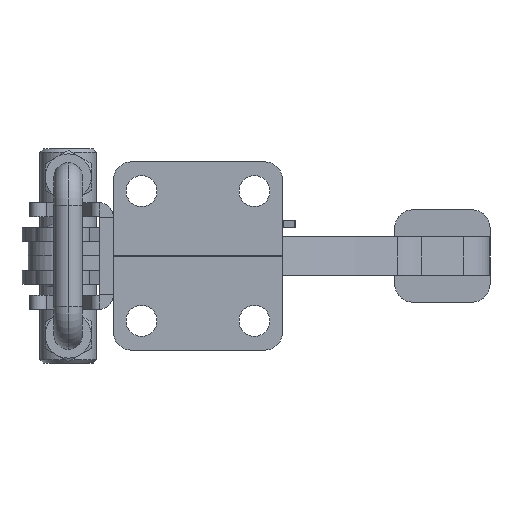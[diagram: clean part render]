
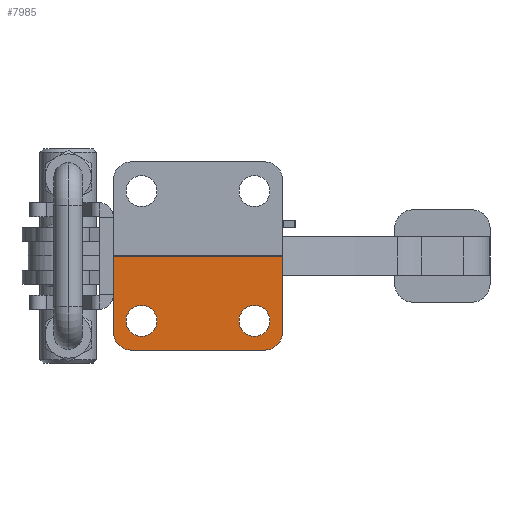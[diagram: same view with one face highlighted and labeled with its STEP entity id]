
A CAD part, front view. The second image highlights one B-rep face of the part: STEP entity #7985.
In plain terms, the highlighted planar face has unit normal (0, -1, 0).
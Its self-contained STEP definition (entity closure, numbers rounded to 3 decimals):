
#44 = AXIS2_PLACEMENT_3D ( 'NONE', #5250, #16742, #6889 ) ;
#965 = DIRECTION ( 'NONE',  ( 0., 0., 1. ) ) ;
#1042 = VERTEX_POINT ( 'NONE', #18051 ) ;
#1099 = VERTEX_POINT ( 'NONE', #4757 ) ;
#1174 = DIRECTION ( 'NONE',  ( 0., 0., -1. ) ) ;
#1388 = VERTEX_POINT ( 'NONE', #13076 ) ;
#1423 = CARTESIAN_POINT ( 'NONE',  ( -47.6, 0., -21.5 ) ) ;
#1426 = AXIS2_PLACEMENT_3D ( 'NONE', #20879, #10995, #1174 ) ;
#1433 = LINE ( 'NONE', #9693, #10653 ) ;
#1655 = FACE_BOUND ( 'NONE', #4377, .T. ) ;
#1806 = EDGE_CURVE ( 'NONE', #9941, #1099, #1433, .T. ) ;
#1921 = VECTOR ( 'NONE', #11677, 1000. ) ;
#2064 = ORIENTED_EDGE ( 'NONE', *, *, #12383, .T. ) ;
#2472 = CARTESIAN_POINT ( 'NONE',  ( 0., 0., -26.5 ) ) ;
#2525 = VERTEX_POINT ( 'NONE', #8118 ) ;
#2618 = ORIENTED_EDGE ( 'NONE', *, *, #1806, .T. ) ;
#3058 = ORIENTED_EDGE ( 'NONE', *, *, #9538, .F. ) ;
#3070 = DIRECTION ( 'NONE',  ( 0., 1., 0. ) ) ;
#3171 = CARTESIAN_POINT ( 'NONE',  ( -39.7, 0., -18.25 ) ) ;
#3509 = PLANE ( 'NONE',  #44 ) ;
#3588 = VERTEX_POINT ( 'NONE', #1423 ) ;
#3685 = CARTESIAN_POINT ( 'NONE',  ( -7.9, 0., -13.9 ) ) ;
#4123 = AXIS2_PLACEMENT_3D ( 'NONE', #19546, #9691, #21206 ) ;
#4266 = CIRCLE ( 'NONE', #14150, 4.35 ) ;
#4377 = EDGE_LOOP ( 'NONE', ( #20155, #5760 ) ) ;
#4757 = CARTESIAN_POINT ( 'NONE',  ( -5., 0., -26.5 ) ) ;
#4845 = DIRECTION ( 'NONE',  ( 0., 0., -1. ) ) ;
#5250 = CARTESIAN_POINT ( 'NONE',  ( -77.3, 0., -26.5 ) ) ;
#5522 = FACE_OUTER_BOUND ( 'NONE', #17438, .T. ) ;
#5760 = ORIENTED_EDGE ( 'NONE', *, *, #12515, .F. ) ;
#5813 = CARTESIAN_POINT ( 'NONE',  ( 0., 0., -0.001 ) ) ;
#5948 = AXIS2_PLACEMENT_3D ( 'NONE', #17706, #17798, #17931 ) ;
#6650 = EDGE_CURVE ( 'NONE', #10643, #14550, #15678, .T. ) ;
#6805 = CARTESIAN_POINT ( 'NONE',  ( -7.9, 0., -22.6 ) ) ;
#6889 = DIRECTION ( 'NONE',  ( 0., 0., 1. ) ) ;
#7892 = AXIS2_PLACEMENT_3D ( 'NONE', #19064, #9189, #20721 ) ;
#7985 = ADVANCED_FACE ( 'NONE', ( #1655, #19135, #5522 ), #3509, .T. ) ;
#8118 = CARTESIAN_POINT ( 'NONE',  ( -39.7, 0., -22.6 ) ) ;
#8500 = CIRCLE ( 'NONE', #1426, 4.35 ) ;
#8791 = CIRCLE ( 'NONE', #7892, 4.35 ) ;
#8845 = VECTOR ( 'NONE', #19946, 1000. ) ;
#9189 = DIRECTION ( 'NONE',  ( 0., -1., 0. ) ) ;
#9454 = VERTEX_POINT ( 'NONE', #5813 ) ;
#9456 = CIRCLE ( 'NONE', #4123, 5. ) ;
#9538 = EDGE_CURVE ( 'NONE', #14550, #10643, #8500, .T. ) ;
#9691 = DIRECTION ( 'NONE',  ( 0., 1., 0. ) ) ;
#9693 = CARTESIAN_POINT ( 'NONE',  ( -77.3, 0., -26.5 ) ) ;
#9941 = VERTEX_POINT ( 'NONE', #15334 ) ;
#10046 = CARTESIAN_POINT ( 'NONE',  ( -53.327, 0., -0.001 ) ) ;
#10643 = VERTEX_POINT ( 'NONE', #6805 ) ;
#10653 = VECTOR ( 'NONE', #15947, 1000. ) ;
#10995 = DIRECTION ( 'NONE',  ( 0., -1., 0. ) ) ;
#11677 = DIRECTION ( 'NONE',  ( 1., 0., 0. ) ) ;
#11787 = CARTESIAN_POINT ( 'NONE',  ( -39.7, 0., -13.9 ) ) ;
#12223 = LINE ( 'NONE', #2472, #16633 ) ;
#12383 = EDGE_CURVE ( 'NONE', #1042, #9454, #12223, .T. ) ;
#12515 = EDGE_CURVE ( 'NONE', #19838, #2525, #4266, .T. ) ;
#12912 = CARTESIAN_POINT ( 'NONE',  ( -42.6, 0., -21.5 ) ) ;
#13025 = CIRCLE ( 'NONE', #18225, 5. ) ;
#13043 = EDGE_CURVE ( 'NONE', #1388, #3588, #13229, .T. ) ;
#13076 = CARTESIAN_POINT ( 'NONE',  ( -47.6, 0., -0.001 ) ) ;
#13229 = LINE ( 'NONE', #18301, #8845 ) ;
#13492 = EDGE_CURVE ( 'NONE', #1388, #9454, #15034, .T. ) ;
#14150 = AXIS2_PLACEMENT_3D ( 'NONE', #3171, #14699, #4845 ) ;
#14550 = VERTEX_POINT ( 'NONE', #3685 ) ;
#14598 = DIRECTION ( 'NONE',  ( 0., 0., 1. ) ) ;
#14699 = DIRECTION ( 'NONE',  ( 0., -1., 0. ) ) ;
#14879 = EDGE_CURVE ( 'NONE', #1042, #1099, #9456, .T. ) ;
#15034 = LINE ( 'NONE', #10046, #1921 ) ;
#15334 = CARTESIAN_POINT ( 'NONE',  ( -42.6, 0., -26.5 ) ) ;
#15611 = ORIENTED_EDGE ( 'NONE', *, *, #13492, .F. ) ;
#15678 = CIRCLE ( 'NONE', #5948, 4.35 ) ;
#15701 = EDGE_LOOP ( 'NONE', ( #20862, #3058 ) ) ;
#15863 = EDGE_CURVE ( 'NONE', #9941, #3588, #13025, .T. ) ;
#15947 = DIRECTION ( 'NONE',  ( 1., 0., 0. ) ) ;
#16148 = ORIENTED_EDGE ( 'NONE', *, *, #13043, .T. ) ;
#16633 = VECTOR ( 'NONE', #965, 1000. ) ;
#16742 = DIRECTION ( 'NONE',  ( 0., -1., 0. ) ) ;
#17438 = EDGE_LOOP ( 'NONE', ( #2064, #15611, #16148, #17511, #2618, #17642 ) ) ;
#17511 = ORIENTED_EDGE ( 'NONE', *, *, #15863, .F. ) ;
#17642 = ORIENTED_EDGE ( 'NONE', *, *, #14879, .F. ) ;
#17706 = CARTESIAN_POINT ( 'NONE',  ( -7.9, 0., -18.25 ) ) ;
#17798 = DIRECTION ( 'NONE',  ( 0., -1., 0. ) ) ;
#17810 = EDGE_CURVE ( 'NONE', #2525, #19838, #8791, .T. ) ;
#17931 = DIRECTION ( 'NONE',  ( 0., 0., -1. ) ) ;
#18051 = CARTESIAN_POINT ( 'NONE',  ( 0., 0., -21.5 ) ) ;
#18225 = AXIS2_PLACEMENT_3D ( 'NONE', #12912, #3070, #14598 ) ;
#18301 = CARTESIAN_POINT ( 'NONE',  ( -47.6, 0., 0. ) ) ;
#19064 = CARTESIAN_POINT ( 'NONE',  ( -39.7, 0., -18.25 ) ) ;
#19135 = FACE_BOUND ( 'NONE', #15701, .T. ) ;
#19546 = CARTESIAN_POINT ( 'NONE',  ( -5., 0., -21.5 ) ) ;
#19838 = VERTEX_POINT ( 'NONE', #11787 ) ;
#19946 = DIRECTION ( 'NONE',  ( 0., 0., -1. ) ) ;
#20155 = ORIENTED_EDGE ( 'NONE', *, *, #17810, .F. ) ;
#20721 = DIRECTION ( 'NONE',  ( 0., 0., -1. ) ) ;
#20862 = ORIENTED_EDGE ( 'NONE', *, *, #6650, .F. ) ;
#20879 = CARTESIAN_POINT ( 'NONE',  ( -7.9, 0., -18.25 ) ) ;
#21206 = DIRECTION ( 'NONE',  ( 0., 0., 1. ) ) ;
